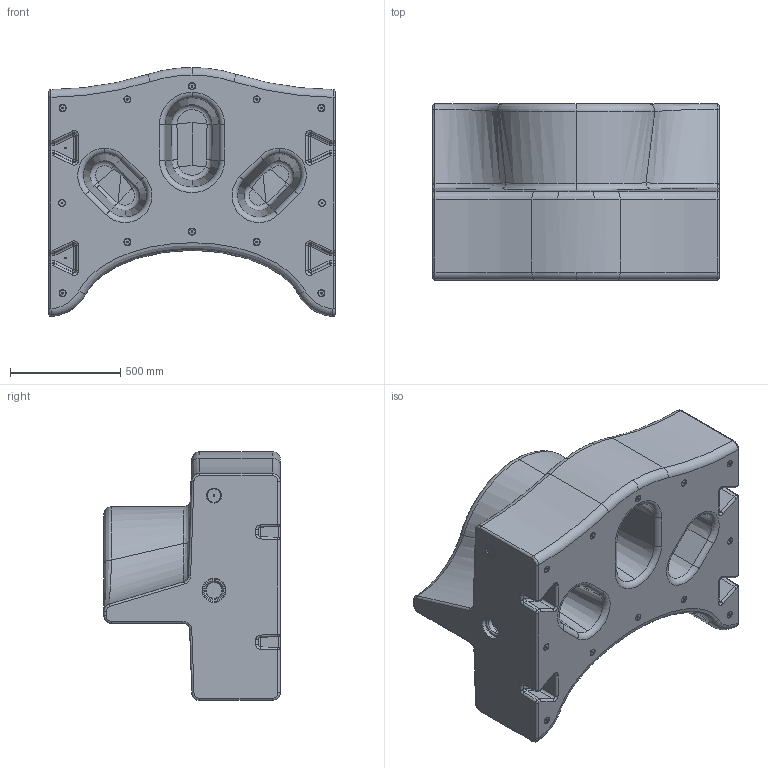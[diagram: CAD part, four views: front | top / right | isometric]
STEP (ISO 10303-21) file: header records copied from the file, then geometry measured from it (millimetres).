
FILE_DESCRIPTION (( 'STEP AP214' ), '1' );
FILE_NAME ('Cloverleaf extension section.STEP', '2024-04-03T09:05:18', ( '' ), ( '' ), 'SwSTEP 2.0', 'SolidWorks 2022', '' );
FILE_SCHEMA (( 'AUTOMOTIVE_DESIGN' ));
Length unit declared in the file: millimetre
Products named in the file (1): Cloverleaf extension section
Bounding box: 1300 x 800 x 1129.72 mm (x, y, z)
Surface area: 8313184.7 mm2 (no closed solid volume)
Topology: 0 solids, 6 shells, 466 faces, 1085 edges, 649 vertices
Faces by surface type: bspline 140, cylinder 127, torus 85, plane 70, cone 24, sphere 20
Entity records: 32231 total; most frequent: CARTESIAN_POINT 22606, ORIENTED_EDGE 2103, DIRECTION 1841, EDGE_CURVE 1073, AXIS2_PLACEMENT_3D 788, VERTEX_POINT 649, EDGE_LOOP 501, ADVANCED_FACE 466
